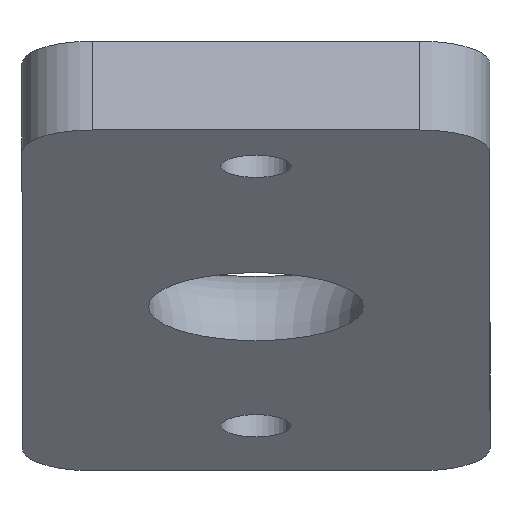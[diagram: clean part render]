
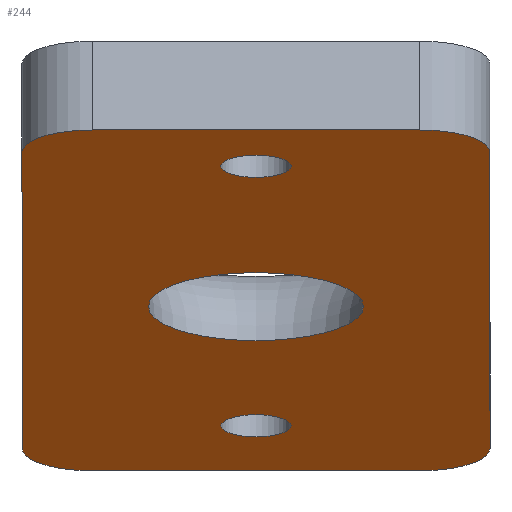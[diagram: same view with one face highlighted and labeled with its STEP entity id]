
A CAD part, left-side view. The second image highlights one B-rep face of the part: STEP entity #244.
In plain terms, the highlighted planar face has unit normal (-0.315, 0, -0.949).
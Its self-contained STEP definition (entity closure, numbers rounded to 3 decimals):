
#28=FACE_BOUND('',#92,.T.);
#29=FACE_BOUND('',#93,.T.);
#30=FACE_BOUND('',#94,.T.);
#35=LINE('',#411,#53);
#36=LINE('',#415,#54);
#37=LINE('',#419,#55);
#38=LINE('',#423,#56);
#53=VECTOR('',#331,10.);
#54=VECTOR('',#334,10.);
#55=VECTOR('',#337,10.);
#56=VECTOR('',#340,10.);
#68=PLANE('',#281);
#75=FACE_OUTER_BOUND('',#91,.T.);
#91=EDGE_LOOP('',(#190,#191,#192,#193,#194,#195,#196,#197));
#92=EDGE_LOOP('',(#198));
#93=EDGE_LOOP('',(#199));
#94=EDGE_LOOP('',(#200));
#107=CIRCLE('',#273,4.6);
#114=CIRCLE('',#282,3.);
#115=CIRCLE('',#283,3.);
#116=CIRCLE('',#284,3.);
#117=CIRCLE('',#285,3.);
#118=CIRCLE('',#286,1.5);
#119=CIRCLE('',#287,1.5);
#121=VERTEX_POINT('',#384);
#132=VERTEX_POINT('',#409);
#133=VERTEX_POINT('',#410);
#134=VERTEX_POINT('',#412);
#135=VERTEX_POINT('',#414);
#136=VERTEX_POINT('',#416);
#137=VERTEX_POINT('',#418);
#138=VERTEX_POINT('',#420);
#139=VERTEX_POINT('',#422);
#140=VERTEX_POINT('',#425);
#141=VERTEX_POINT('',#427);
#144=EDGE_CURVE('',#121,#121,#107,.T.);
#155=EDGE_CURVE('',#132,#133,#35,.F.);
#156=EDGE_CURVE('',#134,#133,#114,.T.);
#157=EDGE_CURVE('',#134,#135,#36,.F.);
#158=EDGE_CURVE('',#136,#135,#115,.T.);
#159=EDGE_CURVE('',#136,#137,#37,.F.);
#160=EDGE_CURVE('',#138,#137,#116,.T.);
#161=EDGE_CURVE('',#138,#139,#38,.F.);
#162=EDGE_CURVE('',#132,#139,#117,.T.);
#163=EDGE_CURVE('',#140,#140,#118,.F.);
#164=EDGE_CURVE('',#141,#141,#119,.T.);
#190=ORIENTED_EDGE('',*,*,#155,.T.);
#191=ORIENTED_EDGE('',*,*,#156,.F.);
#192=ORIENTED_EDGE('',*,*,#157,.T.);
#193=ORIENTED_EDGE('',*,*,#158,.F.);
#194=ORIENTED_EDGE('',*,*,#159,.T.);
#195=ORIENTED_EDGE('',*,*,#160,.F.);
#196=ORIENTED_EDGE('',*,*,#161,.T.);
#197=ORIENTED_EDGE('',*,*,#162,.F.);
#198=ORIENTED_EDGE('',*,*,#144,.F.);
#199=ORIENTED_EDGE('',*,*,#163,.T.);
#200=ORIENTED_EDGE('',*,*,#164,.T.);
#244=ADVANCED_FACE('',(#75,#28,#29,#30),#68,.T.);
#273=AXIS2_PLACEMENT_3D('',#386,#309,#310);
#281=AXIS2_PLACEMENT_3D('',#408,#329,#330);
#282=AXIS2_PLACEMENT_3D('',#413,#332,#333);
#283=AXIS2_PLACEMENT_3D('',#417,#335,#336);
#284=AXIS2_PLACEMENT_3D('',#421,#338,#339);
#285=AXIS2_PLACEMENT_3D('',#424,#341,#342);
#286=AXIS2_PLACEMENT_3D('',#426,#343,#344);
#287=AXIS2_PLACEMENT_3D('',#428,#345,#346);
#309=DIRECTION('center_axis',(-0.315,0.,-0.949));
#310=DIRECTION('ref_axis',(0.,1.,0.));
#329=DIRECTION('center_axis',(-0.315,0.,-0.949));
#330=DIRECTION('ref_axis',(0.,-1.,0.));
#331=DIRECTION('',(0.949,0.,-0.315));
#332=DIRECTION('center_axis',(0.315,0.,0.949));
#333=DIRECTION('ref_axis',(-0.671,-0.707,0.223));
#334=DIRECTION('',(0.,-1.,0.));
#335=DIRECTION('center_axis',(0.315,0.,0.949));
#336=DIRECTION('ref_axis',(-0.671,0.707,0.223));
#337=DIRECTION('',(-0.949,0.,0.315));
#338=DIRECTION('center_axis',(0.315,0.,0.949));
#339=DIRECTION('ref_axis',(0.671,0.707,-0.223));
#340=DIRECTION('',(0.,1.,0.));
#341=DIRECTION('center_axis',(0.315,0.,0.949));
#342=DIRECTION('ref_axis',(0.671,-0.707,-0.223));
#343=DIRECTION('center_axis',(-0.315,0.,-0.949));
#344=DIRECTION('ref_axis',(0.,-1.,0.));
#345=DIRECTION('center_axis',(0.315,0.,0.949));
#346=DIRECTION('ref_axis',(0.,-1.,0.));
#384=CARTESIAN_POINT('',(-18.206,6.,-33.902));
#386=CARTESIAN_POINT('Origin',(-22.572,6.,-32.451));
#408=CARTESIAN_POINT('Origin',(-23.322,6.,-32.202));
#409=CARTESIAN_POINT('',(-4.298,-4.,-38.523));
#410=CARTESIAN_POINT('',(-42.441,-4.,-25.85));
#411=CARTESIAN_POINT('',(-12.292,-4.,-35.867));
#412=CARTESIAN_POINT('',(-45.288,-1.,-24.904));
#413=CARTESIAN_POINT('Origin',(-42.441,-1.,-25.85));
#414=CARTESIAN_POINT('',(-45.288,13.,-24.904));
#415=CARTESIAN_POINT('',(-45.288,1.5,-24.904));
#416=CARTESIAN_POINT('',(-42.441,16.,-25.85));
#417=CARTESIAN_POINT('Origin',(-42.441,13.,-25.85));
#418=CARTESIAN_POINT('',(-4.298,16.,-38.523));
#419=CARTESIAN_POINT('',(-34.352,16.,-28.537));
#420=CARTESIAN_POINT('',(-1.451,13.,-39.469));
#421=CARTESIAN_POINT('Origin',(-4.298,13.,-38.523));
#422=CARTESIAN_POINT('',(-1.451,-1.,-39.469));
#423=CARTESIAN_POINT('',(-1.451,10.5,-39.469));
#424=CARTESIAN_POINT('Origin',(-4.298,-1.,-38.523));
#425=CARTESIAN_POINT('',(-7.243,7.5,-37.545));
#426=CARTESIAN_POINT('Origin',(-7.243,6.,-37.545));
#427=CARTESIAN_POINT('',(-40.62,7.5,-26.455));
#428=CARTESIAN_POINT('Origin',(-40.62,6.,-26.455));
